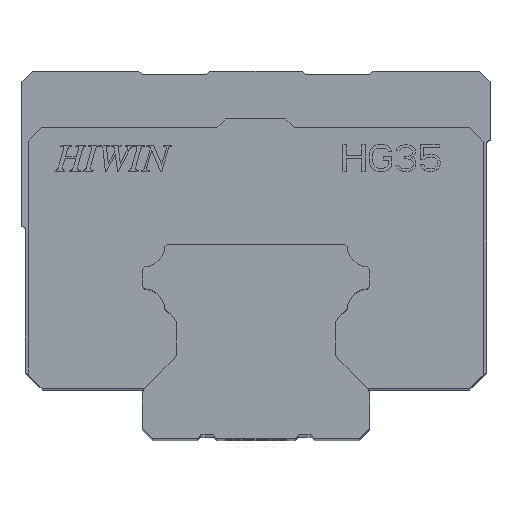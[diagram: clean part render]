
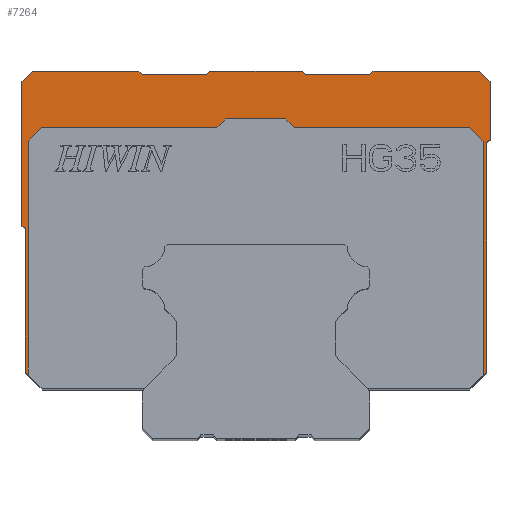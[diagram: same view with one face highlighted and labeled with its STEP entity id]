
A CAD part, top view. The second image highlights one B-rep face of the part: STEP entity #7264.
In plain terms, the highlighted planar face has unit normal (0, 0, 1).
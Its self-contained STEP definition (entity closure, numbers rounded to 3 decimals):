
#1777=DIRECTION('',(0.707,0.707,0.));
#1778=VECTOR('',#1777,2.893);
#1779=CARTESIAN_POINT('',(31.908,-21.5,40.));
#1780=LINE('',#1779,#1778);
#1781=DIRECTION('',(0.,1.,0.));
#1782=VECTOR('',#1781,35.);
#1783=CARTESIAN_POINT('',(33.954,-19.454,40.));
#1784=LINE('',#1783,#1782);
#1785=DIRECTION('',(-0.707,0.707,0.));
#1786=VECTOR('',#1785,2.828);
#1787=CARTESIAN_POINT('',(33.954,15.546,40.));
#1788=LINE('',#1787,#1786);
#1789=DIRECTION('',(-1.,0.,0.));
#1790=VECTOR('',#1789,26.2);
#1791=CARTESIAN_POINT('',(31.954,17.546,40.));
#1792=LINE('',#1791,#1790);
#1793=DIRECTION('',(-0.707,0.707,0.));
#1794=VECTOR('',#1793,1.838);
#1795=CARTESIAN_POINT('',(5.754,17.546,40.));
#1796=LINE('',#1795,#1794);
#1797=DIRECTION('',(-1.,0.,0.));
#1798=VECTOR('',#1797,9.);
#1799=CARTESIAN_POINT('',(4.454,18.846,40.));
#1800=LINE('',#1799,#1798);
#1801=DIRECTION('',(-0.707,-0.707,0.));
#1802=VECTOR('',#1801,1.838);
#1803=CARTESIAN_POINT('',(-4.546,18.846,40.));
#1804=LINE('',#1803,#1802);
#1805=DIRECTION('',(-1.,0.,0.));
#1806=VECTOR('',#1805,26.2);
#1807=CARTESIAN_POINT('',(-5.846,17.546,40.));
#1808=LINE('',#1807,#1806);
#1809=DIRECTION('',(-0.707,-0.707,0.));
#1810=VECTOR('',#1809,2.828);
#1811=CARTESIAN_POINT('',(-32.046,17.546,40.));
#1812=LINE('',#1811,#1810);
#1813=DIRECTION('',(0.,-1.,0.));
#1814=VECTOR('',#1813,34.999);
#1815=CARTESIAN_POINT('',(-34.046,15.546,40.));
#1816=LINE('',#1815,#1814);
#1817=DIRECTION('',(0.707,-0.707,0.));
#1818=VECTOR('',#1817,0.641);
#1819=CARTESIAN_POINT('',(-34.5,-19.,40.));
#1820=LINE('',#1819,#1818);
#1821=DIRECTION('',(0.,-1.,0.));
#1822=VECTOR('',#1821,21.5);
#1823=CARTESIAN_POINT('',(-34.5,2.5,40.));
#1824=LINE('',#1823,#1822);
#1825=DIRECTION('',(0.707,-0.707,0.));
#1826=VECTOR('',#1825,0.707);
#1827=CARTESIAN_POINT('',(-35.,3.,40.));
#1828=LINE('',#1827,#1826);
#1829=DIRECTION('',(0.,-1.,0.));
#1830=VECTOR('',#1829,21.5);
#1831=CARTESIAN_POINT('',(-35.,24.5,40.));
#1832=LINE('',#1831,#1830);
#1833=DIRECTION('',(-0.707,-0.707,0.));
#1834=VECTOR('',#1833,2.121);
#1835=CARTESIAN_POINT('',(-33.5,26.,40.));
#1836=LINE('',#1835,#1834);
#1837=DIRECTION('',(-1.,0.,0.));
#1838=VECTOR('',#1837,16.);
#1839=CARTESIAN_POINT('',(-17.5,26.,40.));
#1840=LINE('',#1839,#1838);
#1841=DIRECTION('',(-0.707,0.707,0.));
#1842=VECTOR('',#1841,0.707);
#1843=CARTESIAN_POINT('',(-17.,25.5,40.));
#1844=LINE('',#1843,#1842);
#1845=DIRECTION('',(-1.,0.,0.));
#1846=VECTOR('',#1845,9.6);
#1847=CARTESIAN_POINT('',(-7.4,25.5,40.));
#1848=LINE('',#1847,#1846);
#1849=DIRECTION('',(-0.707,-0.707,0.));
#1850=VECTOR('',#1849,0.707);
#1851=CARTESIAN_POINT('',(-6.9,26.,40.));
#1852=LINE('',#1851,#1850);
#1853=DIRECTION('',(-1.,0.,0.));
#1854=VECTOR('',#1853,13.8);
#1855=CARTESIAN_POINT('',(6.9,26.,40.));
#1856=LINE('',#1855,#1854);
#1857=DIRECTION('',(-0.707,0.707,0.));
#1858=VECTOR('',#1857,0.707);
#1859=CARTESIAN_POINT('',(7.4,25.5,40.));
#1860=LINE('',#1859,#1858);
#1861=DIRECTION('',(-1.,0.,0.));
#1862=VECTOR('',#1861,9.6);
#1863=CARTESIAN_POINT('',(17.,25.5,40.));
#1864=LINE('',#1863,#1862);
#1865=DIRECTION('',(-0.707,-0.707,0.));
#1866=VECTOR('',#1865,0.707);
#1867=CARTESIAN_POINT('',(17.5,26.,40.));
#1868=LINE('',#1867,#1866);
#1869=DIRECTION('',(-1.,0.,0.));
#1870=VECTOR('',#1869,16.);
#1871=CARTESIAN_POINT('',(33.5,26.,40.));
#1872=LINE('',#1871,#1870);
#1873=DIRECTION('',(-0.707,0.707,0.));
#1874=VECTOR('',#1873,2.121);
#1875=CARTESIAN_POINT('',(35.,24.5,40.));
#1876=LINE('',#1875,#1874);
#1877=DIRECTION('',(0.,1.,0.));
#1878=VECTOR('',#1877,8.7);
#1879=CARTESIAN_POINT('',(35.,15.8,40.));
#1880=LINE('',#1879,#1878);
#1881=DIRECTION('',(0.707,0.707,0.));
#1882=VECTOR('',#1881,0.707);
#1883=CARTESIAN_POINT('',(34.5,15.3,40.));
#1884=LINE('',#1883,#1882);
#1885=DIRECTION('',(0.,1.,0.));
#1886=VECTOR('',#1885,34.3);
#1887=CARTESIAN_POINT('',(34.5,-19.,40.));
#1888=LINE('',#1887,#1886);
#1889=DIRECTION('',(0.707,0.707,0.));
#1890=VECTOR('',#1889,3.536);
#1891=CARTESIAN_POINT('',(32.,-21.5,40.));
#1892=LINE('',#1891,#1890);
#1893=DIRECTION('',(1.,0.,0.));
#1894=VECTOR('',#1893,0.092);
#1895=CARTESIAN_POINT('',(31.908,-21.5,40.));
#1896=LINE('',#1895,#1894);
#4616=CARTESIAN_POINT('',(33.5,26.,40.));
#4617=CARTESIAN_POINT('',(17.5,26.,40.));
#4618=VERTEX_POINT('',#4616);
#4619=VERTEX_POINT('',#4617);
#4620=CARTESIAN_POINT('',(17.,25.5,40.));
#4621=VERTEX_POINT('',#4620);
#4622=CARTESIAN_POINT('',(7.4,25.5,40.));
#4623=VERTEX_POINT('',#4622);
#4624=CARTESIAN_POINT('',(6.9,26.,40.));
#4625=VERTEX_POINT('',#4624);
#4626=CARTESIAN_POINT('',(-6.9,26.,40.));
#4627=VERTEX_POINT('',#4626);
#4628=CARTESIAN_POINT('',(-7.4,25.5,40.));
#4629=VERTEX_POINT('',#4628);
#4630=CARTESIAN_POINT('',(-17.,25.5,40.));
#4631=VERTEX_POINT('',#4630);
#4632=CARTESIAN_POINT('',(-17.5,26.,40.));
#4633=VERTEX_POINT('',#4632);
#4634=CARTESIAN_POINT('',(-33.5,26.,40.));
#4635=VERTEX_POINT('',#4634);
#4636=CARTESIAN_POINT('',(-35.,24.5,40.));
#4637=VERTEX_POINT('',#4636);
#4638=CARTESIAN_POINT('',(-35.,3.,40.));
#4639=VERTEX_POINT('',#4638);
#4640=CARTESIAN_POINT('',(-34.5,2.5,40.));
#4641=VERTEX_POINT('',#4640);
#4642=CARTESIAN_POINT('',(-34.5,-19.,40.));
#4643=VERTEX_POINT('',#4642);
#4644=CARTESIAN_POINT('',(32.,-21.5,40.));
#4645=CARTESIAN_POINT('',(34.5,-19.,40.));
#4646=VERTEX_POINT('',#4644);
#4647=VERTEX_POINT('',#4645);
#4648=CARTESIAN_POINT('',(34.5,15.3,40.));
#4649=VERTEX_POINT('',#4648);
#4650=CARTESIAN_POINT('',(35.,15.8,40.));
#4651=VERTEX_POINT('',#4650);
#4652=CARTESIAN_POINT('',(35.,24.5,40.));
#4653=VERTEX_POINT('',#4652);
#4726=CARTESIAN_POINT('',(31.908,-21.5,40.));
#4727=CARTESIAN_POINT('',(33.954,-19.454,40.));
#4728=VERTEX_POINT('',#4726);
#4729=VERTEX_POINT('',#4727);
#4730=CARTESIAN_POINT('',(33.954,15.546,40.));
#4731=VERTEX_POINT('',#4730);
#4732=CARTESIAN_POINT('',(31.954,17.546,40.));
#4733=VERTEX_POINT('',#4732);
#4734=CARTESIAN_POINT('',(5.754,17.546,40.));
#4735=VERTEX_POINT('',#4734);
#4736=CARTESIAN_POINT('',(4.454,18.846,40.));
#4737=VERTEX_POINT('',#4736);
#4738=CARTESIAN_POINT('',(-4.546,18.846,40.));
#4739=VERTEX_POINT('',#4738);
#4740=CARTESIAN_POINT('',(-5.846,17.546,40.));
#4741=VERTEX_POINT('',#4740);
#4742=CARTESIAN_POINT('',(-32.046,17.546,40.));
#4743=VERTEX_POINT('',#4742);
#4744=CARTESIAN_POINT('',(-34.046,15.546,40.));
#4745=VERTEX_POINT('',#4744);
#4746=CARTESIAN_POINT('',(-34.046,-19.454,40.));
#4747=VERTEX_POINT('',#4746);
#7200=CARTESIAN_POINT('',(0.,0.,40.));
#7201=DIRECTION('',(0.,0.,1.));
#7202=DIRECTION('',(1.,0.,0.));
#7203=AXIS2_PLACEMENT_3D('',#7200,#7201,#7202);
#7204=PLANE('',#7203);
#7205=ORIENTED_EDGE('',*,*,#7191,.T.);
#7207=ORIENTED_EDGE('',*,*,#7206,.T.);
#7209=ORIENTED_EDGE('',*,*,#7208,.T.);
#7211=ORIENTED_EDGE('',*,*,#7210,.T.);
#7213=ORIENTED_EDGE('',*,*,#7212,.T.);
#7215=ORIENTED_EDGE('',*,*,#7214,.T.);
#7217=ORIENTED_EDGE('',*,*,#7216,.T.);
#7219=ORIENTED_EDGE('',*,*,#7218,.T.);
#7221=ORIENTED_EDGE('',*,*,#7220,.T.);
#7223=ORIENTED_EDGE('',*,*,#7222,.T.);
#7224=ORIENTED_EDGE('',*,*,#6112,.F.);
#7226=ORIENTED_EDGE('',*,*,#7225,.F.);
#7228=ORIENTED_EDGE('',*,*,#7227,.F.);
#7230=ORIENTED_EDGE('',*,*,#7229,.F.);
#7232=ORIENTED_EDGE('',*,*,#7231,.F.);
#7234=ORIENTED_EDGE('',*,*,#7233,.F.);
#7236=ORIENTED_EDGE('',*,*,#7235,.F.);
#7238=ORIENTED_EDGE('',*,*,#7237,.F.);
#7240=ORIENTED_EDGE('',*,*,#7239,.F.);
#7242=ORIENTED_EDGE('',*,*,#7241,.F.);
#7244=ORIENTED_EDGE('',*,*,#7243,.F.);
#7246=ORIENTED_EDGE('',*,*,#7245,.F.);
#7248=ORIENTED_EDGE('',*,*,#7247,.F.);
#7250=ORIENTED_EDGE('',*,*,#7249,.F.);
#7252=ORIENTED_EDGE('',*,*,#7251,.F.);
#7254=ORIENTED_EDGE('',*,*,#7253,.F.);
#7256=ORIENTED_EDGE('',*,*,#7255,.F.);
#7258=ORIENTED_EDGE('',*,*,#7257,.F.);
#7260=ORIENTED_EDGE('',*,*,#7259,.F.);
#7261=ORIENTED_EDGE('',*,*,#6495,.F.);
#7262=EDGE_LOOP('',(#7205,#7207,#7209,#7211,#7213,#7215,#7217,#7219,#7221,#7223,
#7224,#7226,#7228,#7230,#7232,#7234,#7236,#7238,#7240,#7242,#7244,#7246,#7248,
#7250,#7252,#7254,#7256,#7258,#7260,#7261));
#7263=FACE_OUTER_BOUND('',#7262,.F.);
#7264=ADVANCED_FACE('',(#7263),#7204,.T.);
#6112=EDGE_CURVE('',#4643,#4747,#1820,.T.);
#6495=EDGE_CURVE('',#4728,#4646,#1896,.T.);
#7191=EDGE_CURVE('',#4728,#4729,#1780,.T.);
#7206=EDGE_CURVE('',#4729,#4731,#1784,.T.);
#7208=EDGE_CURVE('',#4731,#4733,#1788,.T.);
#7210=EDGE_CURVE('',#4733,#4735,#1792,.T.);
#7212=EDGE_CURVE('',#4735,#4737,#1796,.T.);
#7214=EDGE_CURVE('',#4737,#4739,#1800,.T.);
#7216=EDGE_CURVE('',#4739,#4741,#1804,.T.);
#7218=EDGE_CURVE('',#4741,#4743,#1808,.T.);
#7220=EDGE_CURVE('',#4743,#4745,#1812,.T.);
#7222=EDGE_CURVE('',#4745,#4747,#1816,.T.);
#7225=EDGE_CURVE('',#4641,#4643,#1824,.T.);
#7227=EDGE_CURVE('',#4639,#4641,#1828,.T.);
#7229=EDGE_CURVE('',#4637,#4639,#1832,.T.);
#7231=EDGE_CURVE('',#4635,#4637,#1836,.T.);
#7233=EDGE_CURVE('',#4633,#4635,#1840,.T.);
#7235=EDGE_CURVE('',#4631,#4633,#1844,.T.);
#7237=EDGE_CURVE('',#4629,#4631,#1848,.T.);
#7239=EDGE_CURVE('',#4627,#4629,#1852,.T.);
#7241=EDGE_CURVE('',#4625,#4627,#1856,.T.);
#7243=EDGE_CURVE('',#4623,#4625,#1860,.T.);
#7245=EDGE_CURVE('',#4621,#4623,#1864,.T.);
#7247=EDGE_CURVE('',#4619,#4621,#1868,.T.);
#7249=EDGE_CURVE('',#4618,#4619,#1872,.T.);
#7251=EDGE_CURVE('',#4653,#4618,#1876,.T.);
#7253=EDGE_CURVE('',#4651,#4653,#1880,.T.);
#7255=EDGE_CURVE('',#4649,#4651,#1884,.T.);
#7257=EDGE_CURVE('',#4647,#4649,#1888,.T.);
#7259=EDGE_CURVE('',#4646,#4647,#1892,.T.);
